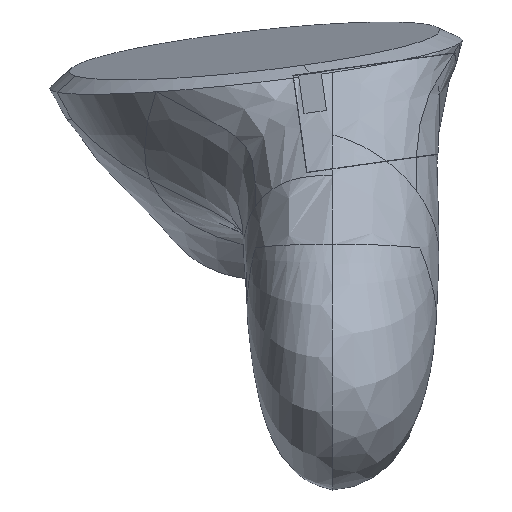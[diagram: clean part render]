
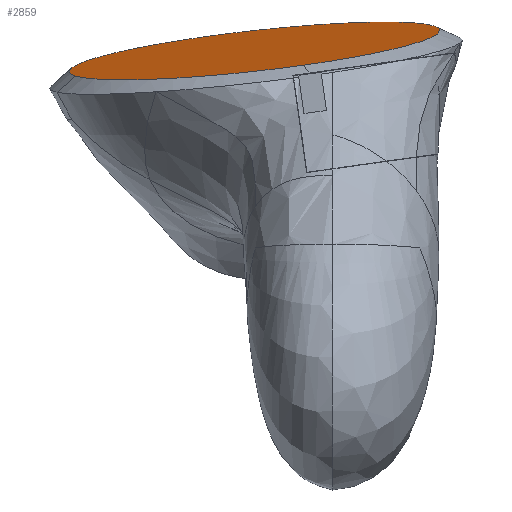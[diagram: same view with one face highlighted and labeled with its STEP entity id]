
A CAD part, top view. The second image highlights one B-rep face of the part: STEP entity #2859.
In plain terms, the highlighted planar face has unit normal (-0.111, 0.988, 0.111).
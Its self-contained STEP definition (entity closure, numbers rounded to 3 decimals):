
#168 = CARTESIAN_POINT ( 'NONE',  ( -26.966, -1.939, -9.656 ) ) ;
#175 = ORIENTED_EDGE ( 'NONE', *, *, #4595, .F. ) ;
#511 = AXIS2_PLACEMENT_3D ( 'NONE', #5874, #784, #1474 ) ;
#625 = CARTESIAN_POINT ( 'NONE',  ( 27.382, 3.884, -7.295 ) ) ;
#784 = DIRECTION ( 'NONE',  ( 0.111, -0.988, -0.111 ) ) ;
#983 = VERTEX_POINT ( 'NONE', #2397 ) ;
#991 = B_SPLINE_CURVE_WITH_KNOTS ( 'NONE', 3,
 ( #625, #5631, #6381, #1359, #4997, #8533, #2100, #6351, #8504, #7108, #2878, #5689, #2818, #7080 ),
 .UNSPECIFIED., .F., .F.,
 ( 4, 1, 1, 1, 1, 1, 1, 1, 1, 1, 1, 4 ),
 ( 0., 0.004, 0.008, 0.012, 0.016, 0.02, 0.025, 0.029, 0.033, 0.037, 0.041, 0.045 ),
 .UNSPECIFIED. ) ;
#1070 = CARTESIAN_POINT ( 'NONE',  ( 27.002, 3.994, -8.662 ) ) ;
#1089 = ORIENTED_EDGE ( 'NONE', *, *, #3031, .F. ) ;
#1137 = CARTESIAN_POINT ( 'NONE',  ( -4.779, 2.616, -28.141 ) ) ;
#1359 = CARTESIAN_POINT ( 'NONE',  ( 28.521, 3.109, 0.764 ) ) ;
#1461 = B_SPLINE_CURVE_WITH_KNOTS ( 'NONE', 3,
 ( #2318, #2941, #4360, #7916, #8742, #168, #6472, #3729, #5806, #8646, #2283, #5775, #8674, #5839 ),
 .UNSPECIFIED., .F., .F.,
 ( 4, 1, 1, 1, 1, 1, 1, 1, 1, 1, 1, 4 ),
 ( 0., 0.004, 0.008, 0.013, 0.017, 0.021, 0.025, 0.03, 0.034, 0.038, 0.042, 0.045 ),
 .UNSPECIFIED. ) ;
#1474 = DIRECTION ( 'NONE',  ( 0., 0.111, -0.994 ) ) ;
#1505 = CARTESIAN_POINT ( 'NONE',  ( -27.441, -3.866, 7.079 ) ) ;
#1603 = CARTESIAN_POINT ( 'NONE',  ( 6.219, -2.422, 27.846 ) ) ;
#1712 = B_SPLINE_CURVE_WITH_KNOTS ( 'NONE', 3,
 ( #3225, #7480, #1137, #7612, #8194, #8964, #3920, #3290, #1819, #2540, #8933, #6064, #1070, #5343 ),
 .UNSPECIFIED., .F., .F.,
 ( 4, 1, 1, 1, 1, 1, 1, 1, 1, 1, 1, 4 ),
 ( 0., 0.002, 0.006, 0.011, 0.015, 0.019, 0.023, 0.028, 0.032, 0.036, 0.04, 0.045 ),
 .UNSPECIFIED. ) ;
#1819 = CARTESIAN_POINT ( 'NONE',  ( 18.424, 4.478, -21.557 ) ) ;
#2100 = CARTESIAN_POINT ( 'NONE',  ( 25.76, 1.478, 12.567 ) ) ;
#2283 = CARTESIAN_POINT ( 'NONE',  ( -13.474, 1.326, -25.315 ) ) ;
#2318 = CARTESIAN_POINT ( 'NONE',  ( -27.441, -3.866, 7.079 ) ) ;
#2397 = CARTESIAN_POINT ( 'NONE',  ( -27.441, -3.866, 7.079 ) ) ;
#2523 = CARTESIAN_POINT ( 'NONE',  ( -7.527, 2.237, -27.503 ) ) ;
#2540 = CARTESIAN_POINT ( 'NONE',  ( 21.458, 4.479, -18.538 ) ) ;
#2679 = EDGE_CURVE ( 'NONE', #5567, #5905, #991, .T. ) ;
#2818 = CARTESIAN_POINT ( 'NONE',  ( 8.835, -2.052, 27.16 ) ) ;
#2859 = ADVANCED_FACE ( 'NONE', ( #5912 ), #7226, .F. ) ;
#2878 = CARTESIAN_POINT ( 'NONE',  ( 15.014, -1.055, 24.437 ) ) ;
#2941 = CARTESIAN_POINT ( 'NONE',  ( -27.81, -3.754, 5.71 ) ) ;
#2972 = EDGE_CURVE ( 'NONE', #983, #6576, #1461, .T. ) ;
#3004 = ORIENTED_EDGE ( 'NONE', *, *, #2972, .F. ) ;
#3031 = EDGE_CURVE ( 'NONE', #5905, #983, #8823, .T. ) ;
#3039 = CARTESIAN_POINT ( 'NONE',  ( -27.087, -3.974, 8.393 ) ) ;
#3225 = CARTESIAN_POINT ( 'NONE',  ( -7.527, 2.237, -27.503 ) ) ;
#3290 = CARTESIAN_POINT ( 'NONE',  ( 14.98, 4.376, -24.096 ) ) ;
#3640 = CARTESIAN_POINT ( 'NONE',  ( 7.527, -2.237, 27.503 ) ) ;
#3729 = CARTESIAN_POINT ( 'NONE',  ( -23.033, -0.662, -17.123 ) ) ;
#3920 = CARTESIAN_POINT ( 'NONE',  ( 11.203, 4.178, -26.1 ) ) ;
#4279 = CARTESIAN_POINT ( 'NONE',  ( 7.527, -2.237, 27.503 ) ) ;
#4360 = CARTESIAN_POINT ( 'NONE',  ( -28.344, -3.501, 2.918 ) ) ;
#4390 = CARTESIAN_POINT ( 'NONE',  ( 3.552, -2.777, 28.344 ) ) ;
#4419 = CARTESIAN_POINT ( 'NONE',  ( -19.109, -4.485, 20.939 ) ) ;
#4595 = EDGE_CURVE ( 'NONE', #6576, #5567, #1712, .T. ) ;
#4997 = CARTESIAN_POINT ( 'NONE',  ( 28.171, 2.615, 4.824 ) ) ;
#5343 = CARTESIAN_POINT ( 'NONE',  ( 27.382, 3.884, -7.295 ) ) ;
#5567 = VERTEX_POINT ( 'NONE', #8145 ) ;
#5631 = CARTESIAN_POINT ( 'NONE',  ( 27.746, 3.778, -5.984 ) ) ;
#5689 = CARTESIAN_POINT ( 'NONE',  ( 11.4, -1.667, 26.286 ) ) ;
#5775 = CARTESIAN_POINT ( 'NONE',  ( -10.233, 1.845, -26.711 ) ) ;
#5806 = CARTESIAN_POINT ( 'NONE',  ( -20.274, 0.006, -20.326 ) ) ;
#5839 = CARTESIAN_POINT ( 'NONE',  ( -7.527, 2.237, -27.503 ) ) ;
#5874 = CARTESIAN_POINT ( 'NONE',  ( 41.023, 4.566, 0.25 ) ) ;
#5905 = VERTEX_POINT ( 'NONE', #4279 ) ;
#5912 = FACE_OUTER_BOUND ( 'NONE', #6125, .T. ) ;
#6064 = CARTESIAN_POINT ( 'NONE',  ( 26.039, 4.186, -11.341 ) ) ;
#6125 = EDGE_LOOP ( 'NONE', ( #1089, #6137, #175, #3004 ) ) ;
#6137 = ORIENTED_EDGE ( 'NONE', *, *, #2679, .F. ) ;
#6351 = CARTESIAN_POINT ( 'NONE',  ( 23.749, 0.858, 16.092 ) ) ;
#6381 = CARTESIAN_POINT ( 'NONE',  ( 28.288, 3.539, -3.312 ) ) ;
#6472 = CARTESIAN_POINT ( 'NONE',  ( -25.281, -1.315, -13.54 ) ) ;
#6505 = CARTESIAN_POINT ( 'NONE',  ( -24.312, -4.36, 14.616 ) ) ;
#6534 = CARTESIAN_POINT ( 'NONE',  ( -8.556, -3.994, 27.102 ) ) ;
#6566 = CARTESIAN_POINT ( 'NONE',  ( -26.191, -4.162, 10.972 ) ) ;
#6576 = VERTEX_POINT ( 'NONE', #2523 ) ;
#7080 = CARTESIAN_POINT ( 'NONE',  ( 7.527, -2.237, 27.503 ) ) ;
#7108 = CARTESIAN_POINT ( 'NONE',  ( 18.32, -0.422, 22.088 ) ) ;
#7199 = CARTESIAN_POINT ( 'NONE',  ( -21.935, -4.468, 17.961 ) ) ;
#7226 = PLANE ( 'NONE',  #511 ) ;
#7258 = CARTESIAN_POINT ( 'NONE',  ( -15.892, -4.41, 23.488 ) ) ;
#7325 = CARTESIAN_POINT ( 'NONE',  ( -0.523, -3.252, 28.51 ) ) ;
#7480 = CARTESIAN_POINT ( 'NONE',  ( -6.846, 2.334, -27.682 ) ) ;
#7612 = CARTESIAN_POINT ( 'NONE',  ( -1.259, 3.053, -28.518 ) ) ;
#7916 = CARTESIAN_POINT ( 'NONE',  ( -28.515, -3.044, -1.334 ) ) ;
#8037 = CARTESIAN_POINT ( 'NONE',  ( -4.586, -3.66, 28.094 ) ) ;
#8145 = CARTESIAN_POINT ( 'NONE',  ( 27.382, 3.884, -7.295 ) ) ;
#8194 = CARTESIAN_POINT ( 'NONE',  ( 2.992, 3.509, -28.336 ) ) ;
#8504 = CARTESIAN_POINT ( 'NONE',  ( 21.252, 0.22, 19.287 ) ) ;
#8533 = CARTESIAN_POINT ( 'NONE',  ( 27.244, 2.067, 8.785 ) ) ;
#8619 = CARTESIAN_POINT ( 'NONE',  ( -12.35, -4.245, 25.557 ) ) ;
#8646 = CARTESIAN_POINT ( 'NONE',  ( -17.064, 0.674, -23.077 ) ) ;
#8674 = CARTESIAN_POINT ( 'NONE',  ( -8.209, 2.141, -27.324 ) ) ;
#8742 = CARTESIAN_POINT ( 'NONE',  ( -28.053, -2.519, -5.557 ) ) ;
#8823 = B_SPLINE_CURVE_WITH_KNOTS ( 'NONE', 3,
 ( #3640, #1603, #4390, #7325, #8037, #6534, #8619, #7258, #4419, #7199, #6505, #6566, #3039, #1505 ),
 .UNSPECIFIED., .F., .F.,
 ( 4, 1, 1, 1, 1, 1, 1, 1, 1, 1, 1, 4 ),
 ( 0., 0.004, 0.008, 0.012, 0.016, 0.02, 0.025, 0.029, 0.033, 0.037, 0.041, 0.045 ),
 .UNSPECIFIED. ) ;
#8933 = CARTESIAN_POINT ( 'NONE',  ( 24.016, 4.382, -15.107 ) ) ;
#8964 = CARTESIAN_POINT ( 'NONE',  ( 7.178, 3.886, -27.524 ) ) ;
